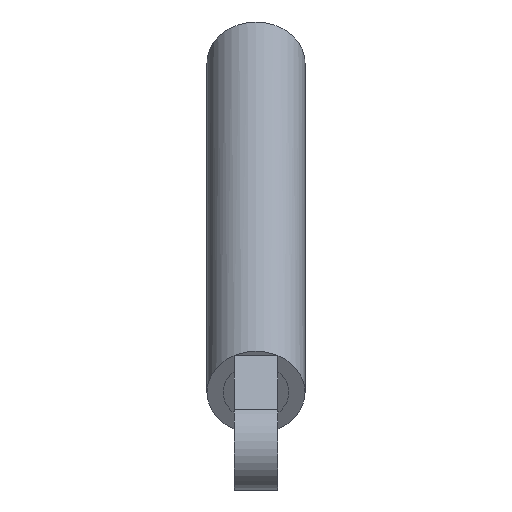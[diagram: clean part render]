
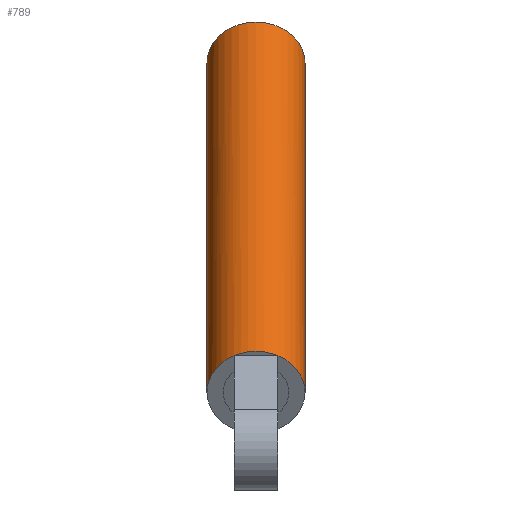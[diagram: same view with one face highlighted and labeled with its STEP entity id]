
A CAD part, top view. The second image highlights one B-rep face of the part: STEP entity #789.
In plain terms, the highlighted cylindrical face has radius 111.803 mm (diameter 223.607 mm), a partial arc.
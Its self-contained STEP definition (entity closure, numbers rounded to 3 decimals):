
#44 = AXIS2_PLACEMENT_3D ( 'NONE', #76, #371, #53 ) ;
#52 = CARTESIAN_POINT ( 'NONE',  ( -561.803, 2150., 2675. ) ) ;
#53 = DIRECTION ( 'NONE',  ( -1., 0., 0. ) ) ;
#54 = EDGE_CURVE ( 'NONE', #84, #591, #935, .T. ) ;
#59 = EDGE_CURVE ( 'NONE', #84, #511, #855, .T. ) ;
#76 = CARTESIAN_POINT ( 'NONE',  ( -450., 2150., 2675. ) ) ;
#80 = DIRECTION ( 'NONE',  ( 0., 0., -1. ) ) ;
#84 = VERTEX_POINT ( 'NONE', #888 ) ;
#93 = DIRECTION ( 'NONE',  ( 0., 0., 1. ) ) ;
#103 = DIRECTION ( 'NONE',  ( 0., 0., 1. ) ) ;
#145 = VERTEX_POINT ( 'NONE', #614 ) ;
#163 = EDGE_CURVE ( 'NONE', #145, #273, #710, .T. ) ;
#166 = ORIENTED_EDGE ( 'NONE', *, *, #402, .T. ) ;
#177 = DIRECTION ( 'NONE',  ( 1., 0., 0. ) ) ;
#235 = CARTESIAN_POINT ( 'NONE',  ( -450., 2150., 4050. ) ) ;
#273 = VERTEX_POINT ( 'NONE', #280 ) ;
#280 = CARTESIAN_POINT ( 'NONE',  ( -338.197, 2150., 4050. ) ) ;
#284 = ORIENTED_EDGE ( 'NONE', *, *, #54, .T. ) ;
#299 = AXIS2_PLACEMENT_3D ( 'NONE', #697, #630, #471 ) ;
#321 = DIRECTION ( 'NONE',  ( 1., 0., 0. ) ) ;
#322 = LINE ( 'NONE', #693, #805 ) ;
#337 = CARTESIAN_POINT ( 'NONE',  ( -450., 2150., 2675. ) ) ;
#353 = AXIS2_PLACEMENT_3D ( 'NONE', #514, #506, #669 ) ;
#356 = VECTOR ( 'NONE', #570, 1000. ) ;
#371 = DIRECTION ( 'NONE',  ( 0., 0., -1. ) ) ;
#402 = EDGE_CURVE ( 'NONE', #515, #511, #645, .T. ) ;
#425 = LINE ( 'NONE', #642, #356 ) ;
#471 = DIRECTION ( 'NONE',  ( 1., 0., 0. ) ) ;
#494 = CARTESIAN_POINT ( 'NONE',  ( -400., 2250., 2675. ) ) ;
#498 = AXIS2_PLACEMENT_3D ( 'NONE', #337, #103, #177 ) ;
#506 = DIRECTION ( 'NONE',  ( 0., 0., 1. ) ) ;
#511 = VERTEX_POINT ( 'NONE', #494 ) ;
#514 = CARTESIAN_POINT ( 'NONE',  ( -450., 2150., 2675. ) ) ;
#515 = VERTEX_POINT ( 'NONE', #724 ) ;
#570 = DIRECTION ( 'NONE',  ( 0., 0., 1. ) ) ;
#574 = EDGE_CURVE ( 'NONE', #515, #273, #425, .T. ) ;
#578 = ORIENTED_EDGE ( 'NONE', *, *, #574, .F. ) ;
#591 = VERTEX_POINT ( 'NONE', #52 ) ;
#614 = CARTESIAN_POINT ( 'NONE',  ( -561.803, 2150., 4050. ) ) ;
#617 = AXIS2_PLACEMENT_3D ( 'NONE', #235, #80, #321 ) ;
#630 = DIRECTION ( 'NONE',  ( 0., 0., 1. ) ) ;
#642 = CARTESIAN_POINT ( 'NONE',  ( -338.197, 2150., 2600. ) ) ;
#645 = CIRCLE ( 'NONE', #498, 111.803 ) ;
#660 = EDGE_LOOP ( 'NONE', ( #284, #688, #836, #578, #166, #927 ) ) ;
#669 = DIRECTION ( 'NONE',  ( 1., 0., 0. ) ) ;
#688 = ORIENTED_EDGE ( 'NONE', *, *, #757, .T. ) ;
#693 = CARTESIAN_POINT ( 'NONE',  ( -561.803, 2150., 2600. ) ) ;
#697 = CARTESIAN_POINT ( 'NONE',  ( -450., 2150., 2600. ) ) ;
#710 = CIRCLE ( 'NONE', #617, 111.803 ) ;
#724 = CARTESIAN_POINT ( 'NONE',  ( -338.197, 2150., 2675. ) ) ;
#757 = EDGE_CURVE ( 'NONE', #591, #145, #322, .T. ) ;
#778 = CYLINDRICAL_SURFACE ( 'NONE', #299, 111.803 ) ;
#789 = ADVANCED_FACE ( 'NONE', ( #931 ), #778, .T. ) ;
#805 = VECTOR ( 'NONE', #93, 1000. ) ;
#836 = ORIENTED_EDGE ( 'NONE', *, *, #163, .T. ) ;
#855 = CIRCLE ( 'NONE', #44, 111.803 ) ;
#888 = CARTESIAN_POINT ( 'NONE',  ( -500., 2250., 2675. ) ) ;
#927 = ORIENTED_EDGE ( 'NONE', *, *, #59, .F. ) ;
#931 = FACE_OUTER_BOUND ( 'NONE', #660, .T. ) ;
#935 = CIRCLE ( 'NONE', #353, 111.803 ) ;
